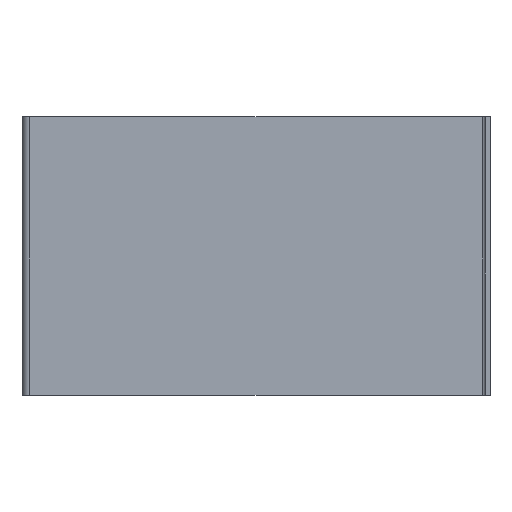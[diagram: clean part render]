
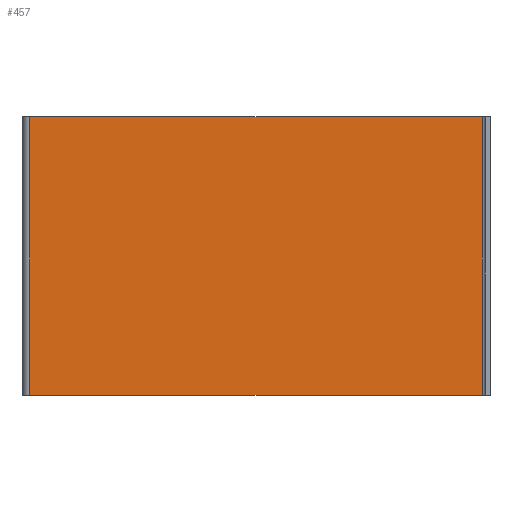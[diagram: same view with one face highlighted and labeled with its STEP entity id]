
A CAD part, top view. The second image highlights one B-rep face of the part: STEP entity #457.
In plain terms, the highlighted planar face has unit normal (0, 0, 1).
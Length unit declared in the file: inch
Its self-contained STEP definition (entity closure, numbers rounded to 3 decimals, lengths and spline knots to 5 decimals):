
#18=LINE('',#681,#54);
#32=LINE('',#717,#68);
#50=LINE('',#760,#86);
#51=LINE('',#761,#87);
#54=VECTOR('',#552,22.74016);
#68=VECTOR('',#586,22.74016);
#86=VECTOR('',#636,14.);
#87=VECTOR('',#637,14.);
#105=PLANE('',#507);
#149=FACE_OUTER_BOUND('',#192,.T.);
#192=EDGE_LOOP('',(#404,#405,#406,#407));
#231=VERTEX_POINT('',#677);
#233=VERTEX_POINT('',#680);
#243=VERTEX_POINT('',#710);
#245=VERTEX_POINT('',#716);
#268=EDGE_CURVE('',#231,#233,#18,.T.);
#286=EDGE_CURVE('',#245,#243,#32,.T.);
#308=EDGE_CURVE('',#245,#231,#50,.T.);
#309=EDGE_CURVE('',#233,#243,#51,.T.);
#404=ORIENTED_EDGE('',*,*,#268,.F.);
#405=ORIENTED_EDGE('',*,*,#308,.F.);
#406=ORIENTED_EDGE('',*,*,#286,.T.);
#407=ORIENTED_EDGE('',*,*,#309,.F.);
#457=ADVANCED_FACE('',(#149),#105,.T.);
#507=AXIS2_PLACEMENT_3D('',#759,#634,#635);
#552=DIRECTION('',(-1.,0.,0.));
#586=DIRECTION('',(-1.,0.,0.));
#634=DIRECTION('center_axis',(0.,0.,1.));
#635=DIRECTION('ref_axis',(1.,0.,0.));
#636=DIRECTION('',(0.,-1.,0.));
#637=DIRECTION('',(0.,1.,0.));
#677=CARTESIAN_POINT('',(11.48819,-7.,0.11811));
#680=CARTESIAN_POINT('',(-11.25197,-7.,0.11811));
#681=CARTESIAN_POINT('',(11.88189,-7.,0.11811));
#710=CARTESIAN_POINT('',(-11.25197,7.,0.11811));
#716=CARTESIAN_POINT('',(11.48819,7.,0.11811));
#717=CARTESIAN_POINT('',(11.88189,7.,0.11811));
#759=CARTESIAN_POINT('Origin',(11.88189,7.,0.11811));
#760=CARTESIAN_POINT('',(11.48819,7.,0.11811));
#761=CARTESIAN_POINT('',(-11.25197,7.,0.11811));
